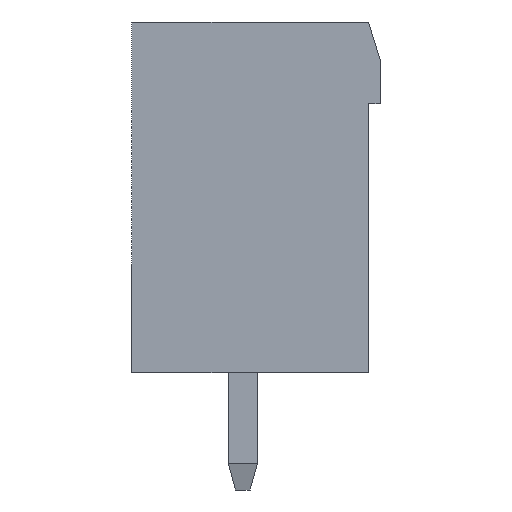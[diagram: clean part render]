
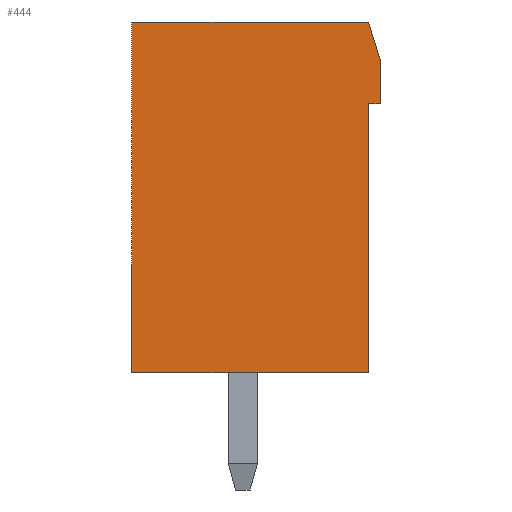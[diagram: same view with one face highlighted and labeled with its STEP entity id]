
A CAD part, left-side view. The second image highlights one B-rep face of the part: STEP entity #444.
In plain terms, the highlighted planar face has unit normal (-1, 0, 0).
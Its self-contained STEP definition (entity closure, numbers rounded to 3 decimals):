
#444 = ADVANCED_FACE( '', ( #941 ), #942, .T. );
#941 = FACE_OUTER_BOUND( '', #1523, .T. );
#942 = PLANE( '', #1524 );
#1523 = EDGE_LOOP( '', ( #2525, #2526, #2527, #2528, #2529, #2530, #2531 ) );
#1524 = AXIS2_PLACEMENT_3D( '', #2532, #2533, #2534 );
#2525 = ORIENTED_EDGE( '', *, *, #3890, .T. );
#2526 = ORIENTED_EDGE( '', *, *, #3891, .T. );
#2527 = ORIENTED_EDGE( '', *, *, #3892, .T. );
#2528 = ORIENTED_EDGE( '', *, *, #3893, .T. );
#2529 = ORIENTED_EDGE( '', *, *, #3894, .T. );
#2530 = ORIENTED_EDGE( '', *, *, #3720, .T. );
#2531 = ORIENTED_EDGE( '', *, *, #3610, .T. );
#2532 = CARTESIAN_POINT( '', ( -12.7, 0., 0. ) );
#2533 = DIRECTION( '', ( -1., 0., 0. ) );
#2534 = DIRECTION( '', ( 0., 0., 1. ) );
#3610 = EDGE_CURVE( '', #4334, #4335, #4336, .T. );
#3720 = EDGE_CURVE( '', #4519, #4334, #4520, .T. );
#3890 = EDGE_CURVE( '', #4335, #4783, #4784, .T. );
#3891 = EDGE_CURVE( '', #4783, #4785, #4786, .T. );
#3892 = EDGE_CURVE( '', #4785, #4787, #4788, .T. );
#3893 = EDGE_CURVE( '', #4787, #4789, #4790, .T. );
#3894 = EDGE_CURVE( '', #4789, #4519, #4791, .T. );
#4334 = VERTEX_POINT( '', #5376 );
#4335 = VERTEX_POINT( '', #5377 );
#4336 = LINE( '', #5378, #5379 );
#4519 = VERTEX_POINT( '', #5685 );
#4520 = LINE( '', #5686, #5687 );
#4783 = VERTEX_POINT( '', #6192 );
#4784 = LINE( '', #6193, #6194 );
#4785 = VERTEX_POINT( '', #6195 );
#4786 = LINE( '', #6196, #6197 );
#4787 = VERTEX_POINT( '', #6198 );
#4788 = LINE( '', #6199, #6200 );
#4789 = VERTEX_POINT( '', #6201 );
#4790 = LINE( '', #6202, #6203 );
#4791 = LINE( '', #6204, #6205 );
#5376 = CARTESIAN_POINT( '', ( -12.7, -4.45, 3.2 ) );
#5377 = CARTESIAN_POINT( '', ( -12.7, -4.45, 4.7 ) );
#5378 = CARTESIAN_POINT( '', ( -12.7, -4.45, 3.2 ) );
#5379 = VECTOR( '', #6860, 1000. );
#5685 = CARTESIAN_POINT( '', ( -12.7, -4.05, 3.2 ) );
#5686 = CARTESIAN_POINT( '', ( -12.7, -4.05, 3.2 ) );
#5687 = VECTOR( '', #6957, 1000. );
#6192 = CARTESIAN_POINT( '', ( -12.7, -4.05, 6. ) );
#6193 = CARTESIAN_POINT( '', ( -12.7, -4.45, 4.7 ) );
#6194 = VECTOR( '', #7098, 1000. );
#6195 = CARTESIAN_POINT( '', ( -12.7, 4.05, 6. ) );
#6196 = CARTESIAN_POINT( '', ( -12.7, -4.05, 6. ) );
#6197 = VECTOR( '', #7099, 1000. );
#6198 = CARTESIAN_POINT( '', ( -12.7, 4.05, -6. ) );
#6199 = CARTESIAN_POINT( '', ( -12.7, 4.05, 6. ) );
#6200 = VECTOR( '', #7100, 1000. );
#6201 = CARTESIAN_POINT( '', ( -12.7, -4.05, -6. ) );
#6202 = CARTESIAN_POINT( '', ( -12.7, 4.05, -6. ) );
#6203 = VECTOR( '', #7101, 1000. );
#6204 = CARTESIAN_POINT( '', ( -12.7, -4.05, -6. ) );
#6205 = VECTOR( '', #7102, 1000. );
#6860 = DIRECTION( '', ( 0., 0., 1. ) );
#6957 = DIRECTION( '', ( 0., -1., 0. ) );
#7098 = DIRECTION( '', ( 0., 0.294, 0.956 ) );
#7099 = DIRECTION( '', ( 0., 1., 0. ) );
#7100 = DIRECTION( '', ( 0., 0., -1. ) );
#7101 = DIRECTION( '', ( 0., -1., 0. ) );
#7102 = DIRECTION( '', ( 0., 0., 1. ) );
